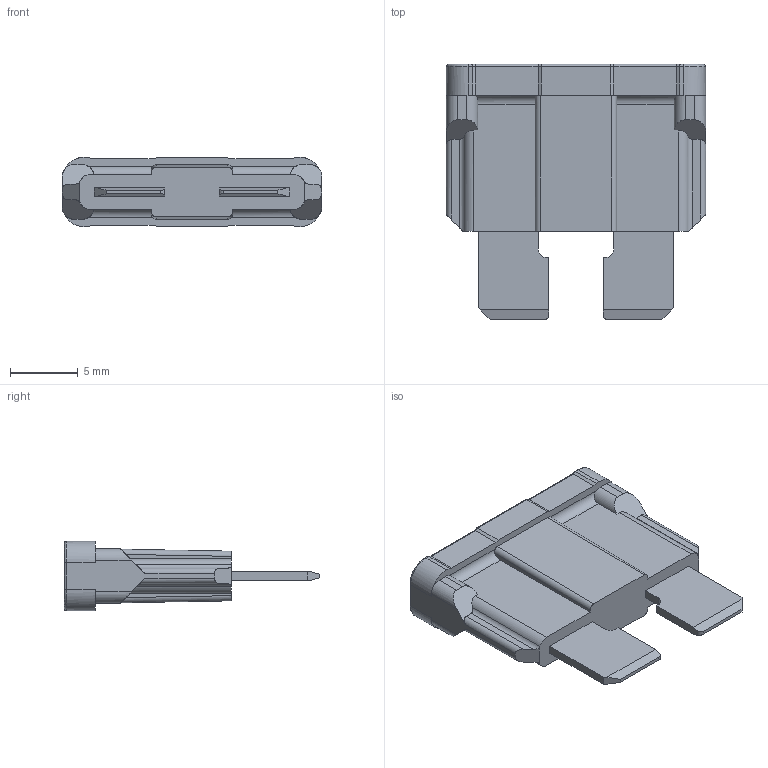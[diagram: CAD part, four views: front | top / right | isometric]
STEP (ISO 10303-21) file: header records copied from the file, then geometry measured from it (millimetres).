
FILE_DESCRIPTION((''),'2;1');
FILE_NAME('3DMODEL_0287000_PXCN_ATOF','2022-07-29T16:08:26',('MLegi'),(''),'CREO PARAMETRIC BY PTC INC, 2021304','CREO PARAMETRIC BY PTC INC, 2021304','');
FILE_SCHEMA(('CONFIG_CONTROL_DESIGN'));
Length unit declared in the file: millimetre
Products named in the file (1): 3DMODEL_0287000_PXCN_ATOF
Bounding box: 19.1 x 18.8 x 5.12 mm (x, y, z)
Volume: 790.1 mm3; surface area: 875.3 mm2
Topology: 1 solids, 1 shells, 152 faces, 410 edges, 264 vertices
Faces by surface type: plane 92, cylinder 56, torus 4
Entity records: 4958 total; most frequent: CARTESIAN_POINT 1192, ORIENTED_EDGE 820, DIRECTION 702, EDGE_CURVE 410, VECTOR 294, LINE 294, VERTEX_POINT 264, AXIS2_PLACEMENT_3D 204
